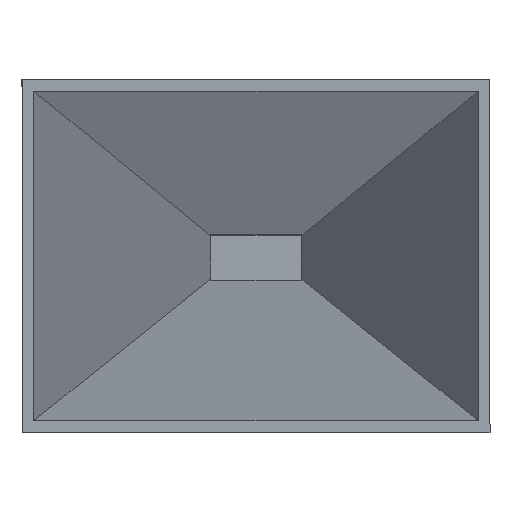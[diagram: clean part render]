
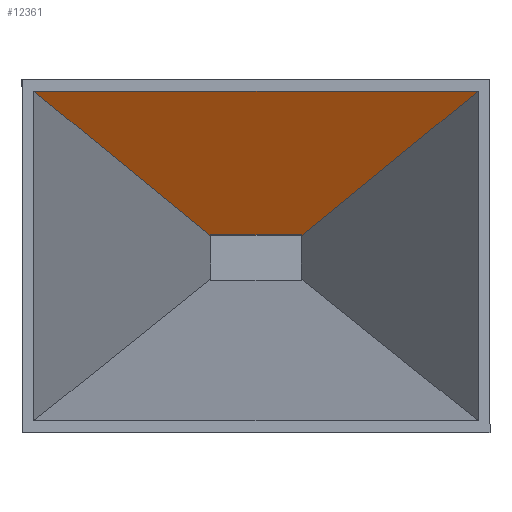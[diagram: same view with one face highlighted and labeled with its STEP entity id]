
A CAD part, top view. The second image highlights one B-rep face of the part: STEP entity #12361.
In plain terms, the highlighted face is planar.
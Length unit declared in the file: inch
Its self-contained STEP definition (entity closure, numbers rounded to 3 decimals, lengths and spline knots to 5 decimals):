
#290 = CARTESIAN_POINT ( 'NONE',  ( 0.1555, 0.311, 2.1746 ) ) ;
#957 = VERTEX_POINT ( 'NONE', #11119 ) ;
#1574 = CARTESIAN_POINT ( 'NONE',  ( -0.2019, -0.311, 0.03371 ) ) ;
#1692 = DIRECTION ( 'NONE',  ( 0., -1., 0. ) ) ;
#2693 = CARTESIAN_POINT ( 'NONE',  ( 1.12831, 1.52079, 8.0019 ) ) ;
#2720 = FACE_OUTER_BOUND ( 'NONE', #9879, .T. ) ;
#3104 = VERTEX_POINT ( 'NONE', #21596 ) ;
#3337 = VECTOR ( 'NONE', #1692, 39.37008 ) ;
#4587 = VERTEX_POINT ( 'NONE', #12915 ) ;
#5892 = DIRECTION ( 'NONE',  ( 0., -1., 0. ) ) ;
#5957 = LINE ( 'NONE', #23541, #16886 ) ;
#7101 = CARTESIAN_POINT ( 'NONE',  ( -0.2019, 0., 0.03371 ) ) ;
#7892 = ORIENTED_EDGE ( 'NONE', *, *, #17295, .T. ) ;
#8023 = CARTESIAN_POINT ( 'NONE',  ( 0.1555, 0., 2.1746 ) ) ;
#8208 = LINE ( 'NONE', #1574, #21387 ) ;
#9098 = PLANE ( 'NONE',  #25929 ) ;
#9479 = CARTESIAN_POINT ( 'NONE',  ( 0.14802, -0.311, 2.12978 ) ) ;
#9774 = CARTESIAN_POINT ( 'NONE',  ( 1.12831, 0., 8.0019 ) ) ;
#9787 = ORIENTED_EDGE ( 'NONE', *, *, #16493, .T. ) ;
#9879 = EDGE_LOOP ( 'NONE', ( #14491, #10772, #9787, #15888, #10468, #7892 ) ) ;
#10268 = VERTEX_POINT ( 'NONE', #16815 ) ;
#10468 = ORIENTED_EDGE ( 'NONE', *, *, #19428, .F. ) ;
#10772 = ORIENTED_EDGE ( 'NONE', *, *, #20014, .T. ) ;
#11119 = CARTESIAN_POINT ( 'NONE',  ( 0.1555, 0.311, 2.1746 ) ) ;
#12361 = ADVANCED_FACE ( 'NONE', ( #2720 ), #9098, .T. ) ;
#12915 = CARTESIAN_POINT ( 'NONE',  ( 0.14805, 0.311, 2.13 ) ) ;
#13175 = LINE ( 'NONE', #290, #27350 ) ;
#13247 = VECTOR ( 'NONE', #17805, 39.37008 ) ;
#13840 = LINE ( 'NONE', #19547, #13247 ) ;
#14029 = LINE ( 'NONE', #9774, #3337 ) ;
#14491 = ORIENTED_EDGE ( 'NONE', *, *, #23456, .F. ) ;
#15750 = DIRECTION ( 'NONE',  ( 0.165, 0., 0.986 ) ) ;
#15888 = ORIENTED_EDGE ( 'NONE', *, *, #16664, .F. ) ;
#16493 = EDGE_CURVE ( 'NONE', #10268, #17427, #8208, .T. ) ;
#16664 = EDGE_CURVE ( 'NONE', #3104, #17427, #13840, .T. ) ;
#16815 = CARTESIAN_POINT ( 'NONE',  ( 0.1555, -0.311, 2.1746 ) ) ;
#16886 = VECTOR ( 'NONE', #25530, 39.37008 ) ;
#17295 = EDGE_CURVE ( 'NONE', #26769, #4587, #5957, .T. ) ;
#17427 = VERTEX_POINT ( 'NONE', #9479 ) ;
#17805 = DIRECTION ( 'NONE',  ( -0.161, 0.199, -0.967 ) ) ;
#19428 = EDGE_CURVE ( 'NONE', #26769, #3104, #14029, .T. ) ;
#19547 = CARTESIAN_POINT ( 'NONE',  ( 1.12831, -1.52079, 8.0019 ) ) ;
#20014 = EDGE_CURVE ( 'NONE', #957, #10268, #24070, .T. ) ;
#21387 = VECTOR ( 'NONE', #27916, 39.37008 ) ;
#21596 = CARTESIAN_POINT ( 'NONE',  ( 1.12831, -1.52079, 8.0019 ) ) ;
#22270 = DIRECTION ( 'NONE',  ( -0.986, 0., 0.165 ) ) ;
#22339 = VECTOR ( 'NONE', #5892, 39.37008 ) ;
#23456 = EDGE_CURVE ( 'NONE', #957, #4587, #13175, .T. ) ;
#23541 = CARTESIAN_POINT ( 'NONE',  ( 1.12831, 1.52079, 8.0019 ) ) ;
#23950 = DIRECTION ( 'NONE',  ( -0.165, 0., -0.986 ) ) ;
#24070 = LINE ( 'NONE', #8023, #22339 ) ;
#25530 = DIRECTION ( 'NONE',  ( -0.161, -0.199, -0.967 ) ) ;
#25929 = AXIS2_PLACEMENT_3D ( 'NONE', #7101, #22270, #15750 ) ;
#26769 = VERTEX_POINT ( 'NONE', #2693 ) ;
#27350 = VECTOR ( 'NONE', #23950, 39.37008 ) ;
#27916 = DIRECTION ( 'NONE',  ( -0.165, 0., -0.986 ) ) ;
